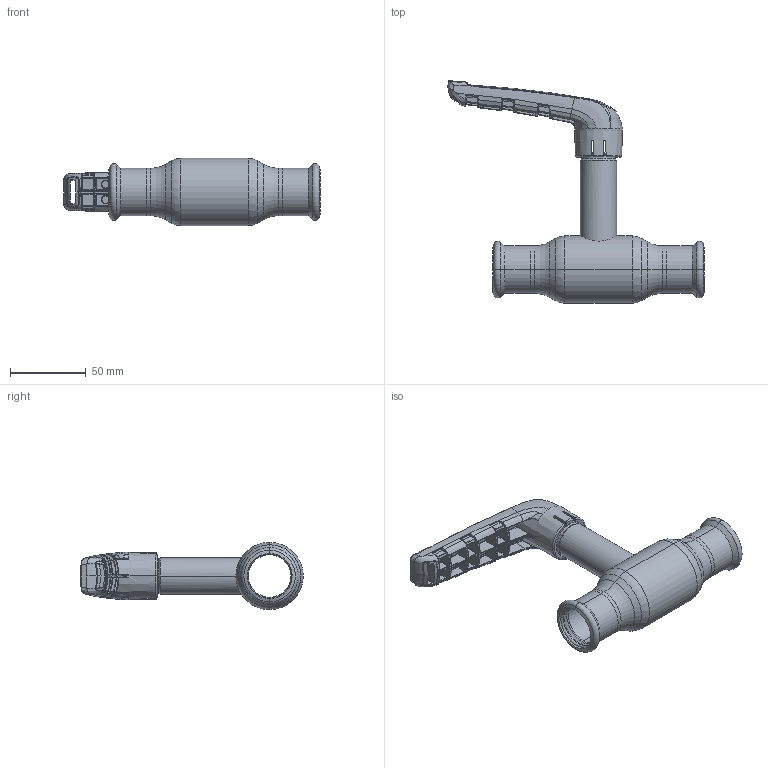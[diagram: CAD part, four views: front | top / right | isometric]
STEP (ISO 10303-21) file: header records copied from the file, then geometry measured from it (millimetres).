
FILE_DESCRIPTION (( 'STEP AP214' ), '1' );
FILE_NAME ('XPR20101 DN25 28 x 28.step', '2018-09-25T08:39:57', ( '' ), ( '' ), 'SwSTEP 2.0', 'SolidWorks 2017', '' );
FILE_SCHEMA (( 'AUTOMOTIVE_DESIGN' ));
Length unit declared in the file: millimetre
Products named in the file (1): XPR20101 DN25 28 x 28
Bounding box: 169.37 x 147.06 x 44.5 mm (x, y, z)
Surface area: 44861.3 mm2 (no closed solid volume)
Topology: 0 solids, 12 shells, 712 faces, 2544 edges, 1735 vertices
Faces by surface type: bspline 569, plane 51, cone 31, cylinder 26, torus 25, sphere 10
Entity records: 58992 total; most frequent: CARTESIAN_POINT 35429, ORIENTED_EDGE 3988, EDGE_CURVE 2534, B_SPLINE_CURVE_WITH_KNOTS 1826, VERTEX_POINT 1731, DIRECTION 1560, EDGE_LOOP 735, UNCERTAINTY_MEASURE_WITH_UNIT 714
